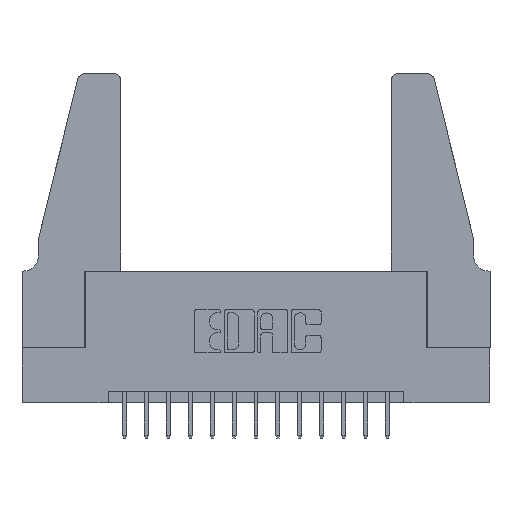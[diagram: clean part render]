
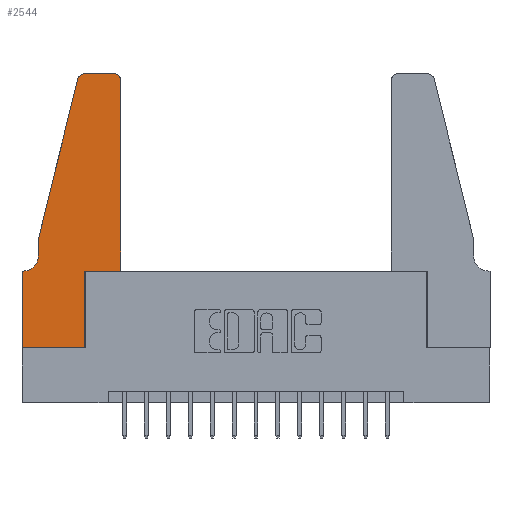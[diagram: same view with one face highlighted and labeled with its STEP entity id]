
A CAD part, top view. The second image highlights one B-rep face of the part: STEP entity #2544.
In plain terms, the highlighted planar face has unit normal (0, 0, 1).
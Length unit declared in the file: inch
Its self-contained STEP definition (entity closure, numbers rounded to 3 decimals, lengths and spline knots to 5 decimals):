
#156 = LINE ( 'NONE', #2302, #15796 ) ;
#351 = DIRECTION ( 'NONE',  ( 0., 0., -1. ) ) ;
#401 = CARTESIAN_POINT ( 'NONE',  ( 0.0755, 0.35, 0.37 ) ) ;
#425 = CARTESIAN_POINT ( 'NONE',  ( 0.25487, 1.22718, 0.37 ) ) ;
#494 = DIRECTION ( 'NONE',  ( 1., 0., 0. ) ) ;
#694 = EDGE_CURVE ( 'NONE', #1943, #13459, #14528, .T. ) ;
#941 = VERTEX_POINT ( 'NONE', #13596 ) ;
#992 = ORIENTED_EDGE ( 'NONE', *, *, #10113, .T. ) ;
#1108 = DIRECTION ( 'NONE',  ( 0., -1., 0. ) ) ;
#1425 = CARTESIAN_POINT ( 'NONE',  ( 0.0055, 0.35, 0.37 ) ) ;
#1522 = VERTEX_POINT ( 'NONE', #425 ) ;
#1556 = CARTESIAN_POINT ( 'NONE',  ( 0.2865, 0.35, 0.37 ) ) ;
#1674 = DIRECTION ( 'NONE',  ( 0., 1., 0. ) ) ;
#1681 = ORIENTED_EDGE ( 'NONE', *, *, #10109, .T. ) ;
#1852 = VERTEX_POINT ( 'NONE', #9538 ) ;
#1943 = VERTEX_POINT ( 'NONE', #6540 ) ;
#2000 = ORIENTED_EDGE ( 'NONE', *, *, #3846, .T. ) ;
#2019 = ORIENTED_EDGE ( 'NONE', *, *, #13196, .T. ) ;
#2302 = CARTESIAN_POINT ( 'NONE',  ( 0.2605, 1.25, 0.37 ) ) ;
#2533 = ORIENTED_EDGE ( 'NONE', *, *, #15935, .T. ) ;
#2544 = ADVANCED_FACE ( 'NONE', ( #4845 ), #9369, .T. ) ;
#2973 = EDGE_CURVE ( 'NONE', #14926, #1522, #5637, .T. ) ;
#3196 = AXIS2_PLACEMENT_3D ( 'NONE', #11245, #3733, #12480 ) ;
#3399 = CARTESIAN_POINT ( 'NONE',  ( 0., 0., 0.37 ) ) ;
#3592 = DIRECTION ( 'NONE',  ( 1., 0., 0. ) ) ;
#3636 = EDGE_LOOP ( 'NONE', ( #10424, #12646, #1681, #15477, #11539, #2533, #2000, #12563, #2019, #8583, #12597, #992 ) ) ;
#3733 = DIRECTION ( 'NONE',  ( 0., 0., 1. ) ) ;
#3746 = CARTESIAN_POINT ( 'NONE',  ( 0.0755, 0.5, 0.37 ) ) ;
#3805 = CARTESIAN_POINT ( 'NONE',  ( 0., 0.35, 0.37 ) ) ;
#3846 = EDGE_CURVE ( 'NONE', #7237, #1943, #7558, .T. ) ;
#3885 = CARTESIAN_POINT ( 'NONE',  ( 0.4205, 1.25, 0.37 ) ) ;
#4242 = EDGE_CURVE ( 'NONE', #11620, #941, #11223, .T. ) ;
#4289 = VECTOR ( 'NONE', #1674, 39.37008 ) ;
#4373 = LINE ( 'NONE', #3746, #13908 ) ;
#4401 = VERTEX_POINT ( 'NONE', #7336 ) ;
#4624 = VECTOR ( 'NONE', #3592, 39.37008 ) ;
#4845 = FACE_OUTER_BOUND ( 'NONE', #3636, .T. ) ;
#4865 = CARTESIAN_POINT ( 'NONE',  ( 0.2865, 0., 0.37 ) ) ;
#4961 = CARTESIAN_POINT ( 'NONE',  ( 0., 0.35, 0.37 ) ) ;
#4986 = CARTESIAN_POINT ( 'NONE',  ( 0.0755, 0.5, 0.37 ) ) ;
#5193 = EDGE_CURVE ( 'NONE', #12963, #1852, #4373, .T. ) ;
#5395 = VECTOR ( 'NONE', #494, 39.37008 ) ;
#5637 = CIRCLE ( 'NONE', #12683, 0.03 ) ;
#6153 = VECTOR ( 'NONE', #8172, 39.37008 ) ;
#6540 = CARTESIAN_POINT ( 'NONE',  ( 0., 0., 0.37 ) ) ;
#6717 = LINE ( 'NONE', #14319, #12911 ) ;
#6822 = VERTEX_POINT ( 'NONE', #1425 ) ;
#6918 = DIRECTION ( 'NONE',  ( 0., 1., 0. ) ) ;
#7020 = DIRECTION ( 'NONE',  ( 0., 0., 1. ) ) ;
#7237 = VERTEX_POINT ( 'NONE', #4961 ) ;
#7336 = CARTESIAN_POINT ( 'NONE',  ( 0.4505, 1.22, 0.37 ) ) ;
#7558 = LINE ( 'NONE', #16133, #13384 ) ;
#7629 = CARTESIAN_POINT ( 'NONE',  ( 0.0755, 0.5, 0.37 ) ) ;
#8136 = CARTESIAN_POINT ( 'NONE',  ( 0.0055, 0.42, 0.37 ) ) ;
#8172 = DIRECTION ( 'NONE',  ( -1., 0., 0. ) ) ;
#8583 = ORIENTED_EDGE ( 'NONE', *, *, #4242, .T. ) ;
#8732 = DIRECTION ( 'NONE',  ( 1., 0., 0. ) ) ;
#8761 = DIRECTION ( 'NONE',  ( 0., 0., 1. ) ) ;
#8781 = CARTESIAN_POINT ( 'NONE',  ( 0.284, 1.22, 0.37 ) ) ;
#8809 = EDGE_CURVE ( 'NONE', #941, #4401, #10956, .T. ) ;
#8829 = DIRECTION ( 'NONE',  ( 0., -1., 0. ) ) ;
#8980 = AXIS2_PLACEMENT_3D ( 'NONE', #8136, #351, #9387 ) ;
#9369 = PLANE ( 'NONE',  #12993 ) ;
#9387 = DIRECTION ( 'NONE',  ( -1., 0., 0. ) ) ;
#9514 = CARTESIAN_POINT ( 'NONE',  ( 0.4505, 0.35, 0.37 ) ) ;
#9538 = CARTESIAN_POINT ( 'NONE',  ( 0.0755, 0.42, 0.37 ) ) ;
#9751 = CIRCLE ( 'NONE', #3196, 0.03 ) ;
#10109 = EDGE_CURVE ( 'NONE', #1522, #12963, #15869, .T. ) ;
#10113 = EDGE_CURVE ( 'NONE', #4401, #13598, #9751, .T. ) ;
#10424 = ORIENTED_EDGE ( 'NONE', *, *, #15692, .T. ) ;
#10956 = LINE ( 'NONE', #13082, #4289 ) ;
#11223 = LINE ( 'NONE', #9514, #5395 ) ;
#11245 = CARTESIAN_POINT ( 'NONE',  ( 0.4205, 1.22, 0.37 ) ) ;
#11539 = ORIENTED_EDGE ( 'NONE', *, *, #13814, .T. ) ;
#11620 = VERTEX_POINT ( 'NONE', #1556 ) ;
#11660 = CIRCLE ( 'NONE', #8980, 0.07 ) ;
#12480 = DIRECTION ( 'NONE',  ( 1., 0., 0. ) ) ;
#12563 = ORIENTED_EDGE ( 'NONE', *, *, #694, .T. ) ;
#12597 = ORIENTED_EDGE ( 'NONE', *, *, #8809, .T. ) ;
#12642 = VECTOR ( 'NONE', #16088, 39.37008 ) ;
#12646 = ORIENTED_EDGE ( 'NONE', *, *, #2973, .T. ) ;
#12683 = AXIS2_PLACEMENT_3D ( 'NONE', #8781, #8761, #8732 ) ;
#12911 = VECTOR ( 'NONE', #6918, 39.37008 ) ;
#12963 = VERTEX_POINT ( 'NONE', #7629 ) ;
#12982 = CARTESIAN_POINT ( 'NONE',  ( 0.284, 1.25, 0.37 ) ) ;
#12993 = AXIS2_PLACEMENT_3D ( 'NONE', #3805, #7020, #14200 ) ;
#13082 = CARTESIAN_POINT ( 'NONE',  ( 0.4505, 0.35, 0.37 ) ) ;
#13196 = EDGE_CURVE ( 'NONE', #13459, #11620, #6717, .T. ) ;
#13384 = VECTOR ( 'NONE', #1108, 39.37008 ) ;
#13459 = VERTEX_POINT ( 'NONE', #4865 ) ;
#13596 = CARTESIAN_POINT ( 'NONE',  ( 0.4505, 0.35, 0.37 ) ) ;
#13598 = VERTEX_POINT ( 'NONE', #3885 ) ;
#13599 = DIRECTION ( 'NONE',  ( -1., 0., 0. ) ) ;
#13814 = EDGE_CURVE ( 'NONE', #1852, #6822, #11660, .T. ) ;
#13908 = VECTOR ( 'NONE', #8829, 39.37008 ) ;
#14200 = DIRECTION ( 'NONE',  ( 1., 0., 0. ) ) ;
#14319 = CARTESIAN_POINT ( 'NONE',  ( 0.2865, 0.35, 0.37 ) ) ;
#14528 = LINE ( 'NONE', #3399, #4624 ) ;
#14926 = VERTEX_POINT ( 'NONE', #12982 ) ;
#15477 = ORIENTED_EDGE ( 'NONE', *, *, #5193, .T. ) ;
#15604 = LINE ( 'NONE', #401, #6153 ) ;
#15692 = EDGE_CURVE ( 'NONE', #13598, #14926, #156, .T. ) ;
#15796 = VECTOR ( 'NONE', #13599, 39.37008 ) ;
#15869 = LINE ( 'NONE', #4986, #12642 ) ;
#15935 = EDGE_CURVE ( 'NONE', #6822, #7237, #15604, .T. ) ;
#16088 = DIRECTION ( 'NONE',  ( -0.239, -0.971, 0. ) ) ;
#16133 = CARTESIAN_POINT ( 'NONE',  ( 0., 0., 0.37 ) ) ;
